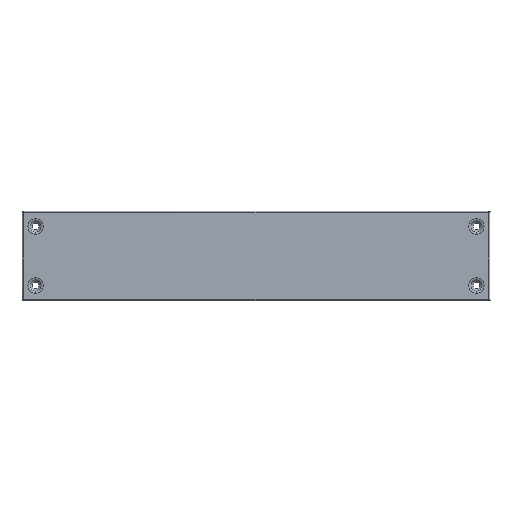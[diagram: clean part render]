
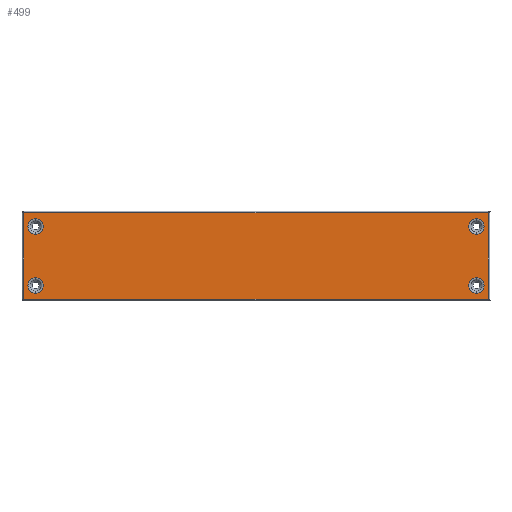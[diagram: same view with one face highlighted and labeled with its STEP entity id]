
A CAD part, top view. The second image highlights one B-rep face of the part: STEP entity #499.
In plain terms, the highlighted planar face has unit normal (0, 0, 1).
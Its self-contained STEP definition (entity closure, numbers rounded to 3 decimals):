
#29 = CARTESIAN_POINT ( 'NONE',  ( 243., 40.943, 0. ) ) ;
#53 = VERTEX_POINT ( 'NONE', #524 ) ;
#54 = FACE_BOUND ( 'NONE', #1109, .T. ) ;
#60 = CIRCLE ( 'NONE', #526, 8.443 ) ;
#68 = CIRCLE ( 'NONE', #1658, 8.443 ) ;
#69 = DIRECTION ( 'NONE',  ( 0., 0., 1. ) ) ;
#76 = DIRECTION ( 'NONE',  ( 0., -1., 0. ) ) ;
#85 = DIRECTION ( 'NONE',  ( 0., 0., -1. ) ) ;
#87 = DIRECTION ( 'NONE',  ( 1., 0., 0. ) ) ;
#100 = FACE_OUTER_BOUND ( 'NONE', #1308, .T. ) ;
#104 = DIRECTION ( 'NONE',  ( 0., 0., 1. ) ) ;
#148 = AXIS2_PLACEMENT_3D ( 'NONE', #3045, #104, #2564 ) ;
#159 = EDGE_CURVE ( 'NONE', #377, #1452, #60, .T. ) ;
#168 = VERTEX_POINT ( 'NONE', #2101 ) ;
#180 = ORIENTED_EDGE ( 'NONE', *, *, #2552, .T. ) ;
#226 = EDGE_CURVE ( 'NONE', #168, #934, #2831, .T. ) ;
#242 = CARTESIAN_POINT ( 'NONE',  ( -243., -24.057, 0. ) ) ;
#308 = AXIS2_PLACEMENT_3D ( 'NONE', #1508, #2508, #991 ) ;
#368 = DIRECTION ( 'NONE',  ( 0., 1., 0. ) ) ;
#377 = VERTEX_POINT ( 'NONE', #2363 ) ;
#385 = CARTESIAN_POINT ( 'NONE',  ( -243., 32.5, 0. ) ) ;
#401 = DIRECTION ( 'NONE',  ( 0., 0., 1. ) ) ;
#499 = ADVANCED_FACE ( 'NONE', ( #3043, #2781, #1061, #54, #100 ), #1526, .F. ) ;
#524 = CARTESIAN_POINT ( 'NONE',  ( -243., -40.943, 0. ) ) ;
#526 = AXIS2_PLACEMENT_3D ( 'NONE', #385, #810, #1596 ) ;
#582 = VECTOR ( 'NONE', #2964, 1000. ) ;
#608 = CARTESIAN_POINT ( 'NONE',  ( -243., -32.5, 0. ) ) ;
#655 = EDGE_CURVE ( 'NONE', #2637, #168, #754, .T. ) ;
#661 = VECTOR ( 'NONE', #87, 1000. ) ;
#677 = VECTOR ( 'NONE', #76, 1000. ) ;
#686 = DIRECTION ( 'NONE',  ( 0., 1., 0. ) ) ;
#754 = LINE ( 'NONE', #2992, #1604 ) ;
#774 = EDGE_LOOP ( 'NONE', ( #3067, #1985 ) ) ;
#788 = ORIENTED_EDGE ( 'NONE', *, *, #226, .T. ) ;
#810 = DIRECTION ( 'NONE',  ( 0., 0., 1. ) ) ;
#882 = VERTEX_POINT ( 'NONE', #909 ) ;
#900 = EDGE_CURVE ( 'NONE', #1452, #377, #68, .T. ) ;
#909 = CARTESIAN_POINT ( 'NONE',  ( 243., -40.943, 0. ) ) ;
#934 = VERTEX_POINT ( 'NONE', #3180 ) ;
#947 = VERTEX_POINT ( 'NONE', #242 ) ;
#987 = AXIS2_PLACEMENT_3D ( 'NONE', #2415, #401, #686 ) ;
#991 = DIRECTION ( 'NONE',  ( 0., 1., 0. ) ) ;
#994 = ORIENTED_EDGE ( 'NONE', *, *, #900, .F. ) ;
#1055 = VERTEX_POINT ( 'NONE', #1597 ) ;
#1061 = FACE_BOUND ( 'NONE', #774, .T. ) ;
#1077 = CARTESIAN_POINT ( 'NONE',  ( 0., 0., 0. ) ) ;
#1087 = CIRCLE ( 'NONE', #1447, 8.443 ) ;
#1109 = EDGE_LOOP ( 'NONE', ( #1391, #1655 ) ) ;
#1160 = CARTESIAN_POINT ( 'NONE',  ( 243., 32.5, 0. ) ) ;
#1208 = VERTEX_POINT ( 'NONE', #1992 ) ;
#1271 = EDGE_LOOP ( 'NONE', ( #3011, #994 ) ) ;
#1290 = DIRECTION ( 'NONE',  ( -1., 0., 0. ) ) ;
#1308 = EDGE_LOOP ( 'NONE', ( #788, #1835, #180, #1493 ) ) ;
#1325 = CARTESIAN_POINT ( 'NONE',  ( -257.129, -47.7, 0. ) ) ;
#1391 = ORIENTED_EDGE ( 'NONE', *, *, #1474, .F. ) ;
#1392 = CARTESIAN_POINT ( 'NONE',  ( -243., 32.5, 0. ) ) ;
#1447 = AXIS2_PLACEMENT_3D ( 'NONE', #608, #69, #2583 ) ;
#1452 = VERTEX_POINT ( 'NONE', #1872 ) ;
#1474 = EDGE_CURVE ( 'NONE', #2747, #1734, #2068, .T. ) ;
#1493 = ORIENTED_EDGE ( 'NONE', *, *, #655, .T. ) ;
#1508 = CARTESIAN_POINT ( 'NONE',  ( 243., 32.5, 0. ) ) ;
#1526 = PLANE ( 'NONE',  #1700 ) ;
#1581 = CARTESIAN_POINT ( 'NONE',  ( -256.2, 48.629, 0. ) ) ;
#1582 = CIRCLE ( 'NONE', #308, 8.443 ) ;
#1587 = EDGE_LOOP ( 'NONE', ( #2499, #2710 ) ) ;
#1595 = CARTESIAN_POINT ( 'NONE',  ( 256.2, 47.7, 0. ) ) ;
#1596 = DIRECTION ( 'NONE',  ( 0., 1., 0. ) ) ;
#1597 = CARTESIAN_POINT ( 'NONE',  ( 243., -24.057, 0. ) ) ;
#1604 = VECTOR ( 'NONE', #1736, 1000. ) ;
#1651 = DIRECTION ( 'NONE',  ( 0., 1., 0. ) ) ;
#1653 = CIRCLE ( 'NONE', #2922, 8.443 ) ;
#1655 = ORIENTED_EDGE ( 'NONE', *, *, #2864, .F. ) ;
#1658 = AXIS2_PLACEMENT_3D ( 'NONE', #1392, #3113, #1651 ) ;
#1700 = AXIS2_PLACEMENT_3D ( 'NONE', #1077, #85, #1290 ) ;
#1734 = VERTEX_POINT ( 'NONE', #2107 ) ;
#1736 = DIRECTION ( 'NONE',  ( -1., 0., 0. ) ) ;
#1770 = EDGE_CURVE ( 'NONE', #947, #53, #1087, .T. ) ;
#1775 = EDGE_CURVE ( 'NONE', #882, #1055, #1653, .T. ) ;
#1835 = ORIENTED_EDGE ( 'NONE', *, *, #2632, .T. ) ;
#1872 = CARTESIAN_POINT ( 'NONE',  ( -243., 24.057, 0. ) ) ;
#1961 = CARTESIAN_POINT ( 'NONE',  ( 256.2, -48.629, 0. ) ) ;
#1985 = ORIENTED_EDGE ( 'NONE', *, *, #2609, .F. ) ;
#1992 = CARTESIAN_POINT ( 'NONE',  ( 256.2, -47.7, 0. ) ) ;
#2068 = CIRCLE ( 'NONE', #2917, 8.443 ) ;
#2081 = DIRECTION ( 'NONE',  ( 0., 0., 1. ) ) ;
#2101 = CARTESIAN_POINT ( 'NONE',  ( -256.2, 47.7, 0. ) ) ;
#2107 = CARTESIAN_POINT ( 'NONE',  ( 243., 24.057, 0. ) ) ;
#2355 = CARTESIAN_POINT ( 'NONE',  ( 243., -32.5, 0. ) ) ;
#2363 = CARTESIAN_POINT ( 'NONE',  ( -243., 40.943, 0. ) ) ;
#2364 = EDGE_CURVE ( 'NONE', #1055, #882, #2439, .T. ) ;
#2415 = CARTESIAN_POINT ( 'NONE',  ( 243., -32.5, 0. ) ) ;
#2439 = CIRCLE ( 'NONE', #987, 8.443 ) ;
#2499 = ORIENTED_EDGE ( 'NONE', *, *, #2364, .F. ) ;
#2508 = DIRECTION ( 'NONE',  ( 0., 0., 1. ) ) ;
#2552 = EDGE_CURVE ( 'NONE', #1208, #2637, #2733, .T. ) ;
#2564 = DIRECTION ( 'NONE',  ( 0., 1., 0. ) ) ;
#2583 = DIRECTION ( 'NONE',  ( 0., 1., 0. ) ) ;
#2609 = EDGE_CURVE ( 'NONE', #53, #947, #2900, .T. ) ;
#2632 = EDGE_CURVE ( 'NONE', #934, #1208, #3033, .T. ) ;
#2637 = VERTEX_POINT ( 'NONE', #1595 ) ;
#2638 = DIRECTION ( 'NONE',  ( 0., 0., 1. ) ) ;
#2710 = ORIENTED_EDGE ( 'NONE', *, *, #1775, .F. ) ;
#2733 = LINE ( 'NONE', #1961, #582 ) ;
#2747 = VERTEX_POINT ( 'NONE', #29 ) ;
#2781 = FACE_BOUND ( 'NONE', #1271, .T. ) ;
#2831 = LINE ( 'NONE', #1581, #677 ) ;
#2864 = EDGE_CURVE ( 'NONE', #1734, #2747, #1582, .T. ) ;
#2882 = DIRECTION ( 'NONE',  ( 0., 1., 0. ) ) ;
#2900 = CIRCLE ( 'NONE', #148, 8.443 ) ;
#2917 = AXIS2_PLACEMENT_3D ( 'NONE', #1160, #2638, #2882 ) ;
#2922 = AXIS2_PLACEMENT_3D ( 'NONE', #2355, #2081, #368 ) ;
#2964 = DIRECTION ( 'NONE',  ( 0., 1., 0. ) ) ;
#2992 = CARTESIAN_POINT ( 'NONE',  ( 257.129, 47.7, 0. ) ) ;
#3011 = ORIENTED_EDGE ( 'NONE', *, *, #159, .F. ) ;
#3033 = LINE ( 'NONE', #1325, #661 ) ;
#3043 = FACE_BOUND ( 'NONE', #1587, .T. ) ;
#3045 = CARTESIAN_POINT ( 'NONE',  ( -243., -32.5, 0. ) ) ;
#3067 = ORIENTED_EDGE ( 'NONE', *, *, #1770, .F. ) ;
#3113 = DIRECTION ( 'NONE',  ( 0., 0., 1. ) ) ;
#3180 = CARTESIAN_POINT ( 'NONE',  ( -256.2, -47.7, 0. ) ) ;
